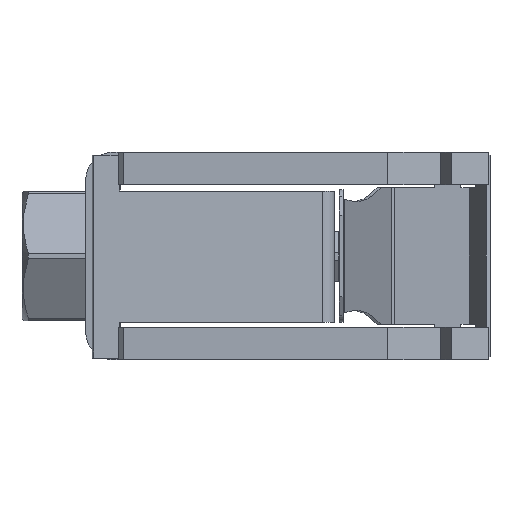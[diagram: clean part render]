
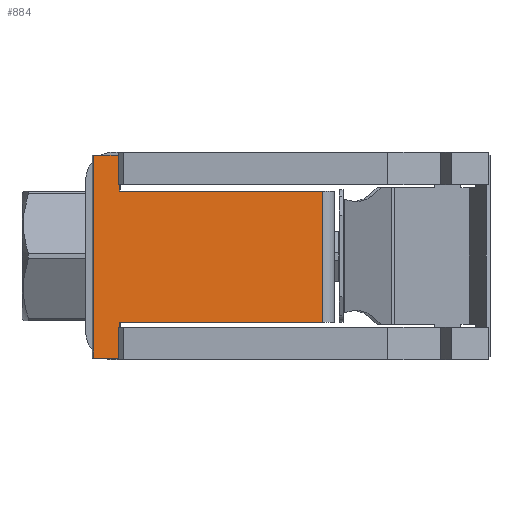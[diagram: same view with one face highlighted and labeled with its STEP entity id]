
A CAD part, left-side view. The second image highlights one B-rep face of the part: STEP entity #884.
In plain terms, the highlighted planar face has unit normal (-0.995, -0.101, 0).
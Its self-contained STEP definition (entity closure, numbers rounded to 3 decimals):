
#279 = EDGE_LOOP ( 'NONE', ( #2557, #2532, #2554, #2526, #2523, #2596, #2587, #2568, #2609, #2572, #2547, #2631 ) ) ;
#781 = EDGE_CURVE ( 'NONE', #3162, #3168, #5389, .T. ) ;
#884 = ADVANCED_FACE ( 'NONE', ( #6862 ), #6834, .F. ) ;
#920 = EDGE_CURVE ( 'NONE', #3162, #3205, #7015, .T. ) ;
#925 = EDGE_CURVE ( 'NONE', #3149, #3168, #7029, .T. ) ;
#977 = EDGE_CURVE ( 'NONE', #3146, #3213, #7191, .T. ) ;
#982 = EDGE_CURVE ( 'NONE', #3161, #3241, #7235, .T. ) ;
#989 = EDGE_CURVE ( 'NONE', #3181, #3149, #7264, .T. ) ;
#1009 = EDGE_CURVE ( 'NONE', #3183, #3205, #7306, .T. ) ;
#1011 = EDGE_CURVE ( 'NONE', #3141, #3146, #7327, .T. ) ;
#1017 = EDGE_CURVE ( 'NONE', #3122, #3183, #7380, .T. ) ;
#2523 = ORIENTED_EDGE ( 'NONE', *, *, #5042, .F. ) ;
#2526 = ORIENTED_EDGE ( 'NONE', *, *, #982, .T. ) ;
#2532 = ORIENTED_EDGE ( 'NONE', *, *, #989, .F. ) ;
#2547 = ORIENTED_EDGE ( 'NONE', *, *, #920, .F. ) ;
#2554 = ORIENTED_EDGE ( 'NONE', *, *, #5046, .T. ) ;
#2557 = ORIENTED_EDGE ( 'NONE', *, *, #925, .F. ) ;
#2568 = ORIENTED_EDGE ( 'NONE', *, *, #5047, .F. ) ;
#2572 = ORIENTED_EDGE ( 'NONE', *, *, #1009, .T. ) ;
#2587 = ORIENTED_EDGE ( 'NONE', *, *, #1011, .F. ) ;
#2596 = ORIENTED_EDGE ( 'NONE', *, *, #977, .F. ) ;
#2609 = ORIENTED_EDGE ( 'NONE', *, *, #1017, .T. ) ;
#2631 = ORIENTED_EDGE ( 'NONE', *, *, #781, .T. ) ;
#3122 = VERTEX_POINT ( 'NONE', #10051 ) ;
#3141 = VERTEX_POINT ( 'NONE', #10057 ) ;
#3146 = VERTEX_POINT ( 'NONE', #10007 ) ;
#3149 = VERTEX_POINT ( 'NONE', #10021 ) ;
#3161 = VERTEX_POINT ( 'NONE', #10119 ) ;
#3162 = VERTEX_POINT ( 'NONE', #10061 ) ;
#3168 = VERTEX_POINT ( 'NONE', #10062 ) ;
#3181 = VERTEX_POINT ( 'NONE', #10066 ) ;
#3183 = VERTEX_POINT ( 'NONE', #10113 ) ;
#3205 = VERTEX_POINT ( 'NONE', #10070 ) ;
#3213 = VERTEX_POINT ( 'NONE', #10104 ) ;
#3241 = VERTEX_POINT ( 'NONE', #10158 ) ;
#5042 = EDGE_CURVE ( 'NONE', #3213, #3241, #11488, .T. ) ;
#5046 = EDGE_CURVE ( 'NONE', #3181, #3161, #11533, .T. ) ;
#5047 = EDGE_CURVE ( 'NONE', #3122, #3141, #11542, .T. ) ;
#5389 = LINE ( 'NONE', #5406, #6138 ) ;
#5391 = DIRECTION ( 'NONE',  ( 0., 0., 1. ) ) ;
#5406 = CARTESIAN_POINT ( 'NONE',  ( -3.86, 27.228, -3.85 ) ) ;
#6138 = VECTOR ( 'NONE', #5391, 1000. ) ;
#6221 = AXIS2_PLACEMENT_3D ( 'NONE', #6835, #6851, #6842 ) ;
#6269 = VECTOR ( 'NONE', #7033, 1000. ) ;
#6278 = VECTOR ( 'NONE', #7022, 1000. ) ;
#6323 = VECTOR ( 'NONE', #7295, 1000. ) ;
#6324 = VECTOR ( 'NONE', #7197, 1000. ) ;
#6328 = VECTOR ( 'NONE', #7371, 1000. ) ;
#6363 = VECTOR ( 'NONE', #7225, 1000. ) ;
#6373 = VECTOR ( 'NONE', #7267, 1000. ) ;
#6375 = VECTOR ( 'NONE', #7328, 1000. ) ;
#6834 = PLANE ( 'NONE',  #6221 ) ;
#6835 = CARTESIAN_POINT ( 'NONE',  ( -3.084, 19.571, 9. ) ) ;
#6842 = DIRECTION ( 'NONE',  ( -0.101, 0.995, 0. ) ) ;
#6851 = DIRECTION ( 'NONE',  ( 0.995, 0.101, 0. ) ) ;
#6862 = FACE_OUTER_BOUND ( 'NONE', #279, .T. ) ;
#7015 = LINE ( 'NONE', #7032, #6278 ) ;
#7021 = CARTESIAN_POINT ( 'NONE',  ( -3.084, 19.571, 9.5 ) ) ;
#7022 = DIRECTION ( 'NONE',  ( 0.101, -0.995, 0. ) ) ;
#7029 = LINE ( 'NONE', #7021, #6269 ) ;
#7032 = CARTESIAN_POINT ( 'NONE',  ( -3.084, 19.571, 9. ) ) ;
#7033 = DIRECTION ( 'NONE',  ( 0.101, -0.995, 0. ) ) ;
#7191 = LINE ( 'NONE', #7223, #6363 ) ;
#7197 = DIRECTION ( 'NONE',  ( 0., 0., -1. ) ) ;
#7217 = CARTESIAN_POINT ( 'NONE',  ( -4.061, 29.218, -3.85 ) ) ;
#7223 = CARTESIAN_POINT ( 'NONE',  ( -3.87, 27.328, 9. ) ) ;
#7225 = DIRECTION ( 'NONE',  ( 0., 0., -1. ) ) ;
#7235 = LINE ( 'NONE', #7217, #6324 ) ;
#7254 = CARTESIAN_POINT ( 'NONE',  ( -3.87, 27.328, 9. ) ) ;
#7264 = LINE ( 'NONE', #7254, #6373 ) ;
#7267 = DIRECTION ( 'NONE',  ( 0., 0., -1. ) ) ;
#7295 = DIRECTION ( 'NONE',  ( 0., 0., 1. ) ) ;
#7306 = LINE ( 'NONE', #7326, #6323 ) ;
#7318 = CARTESIAN_POINT ( 'NONE',  ( -3.084, 19.571, -1.5 ) ) ;
#7326 = CARTESIAN_POINT ( 'NONE',  ( -2.275, 11.589, 9. ) ) ;
#7327 = LINE ( 'NONE', #7318, #6375 ) ;
#7328 = DIRECTION ( 'NONE',  ( -0.101, 0.995, 0. ) ) ;
#7338 = CARTESIAN_POINT ( 'NONE',  ( -3.084, 19.571, -1.1 ) ) ;
#7371 = DIRECTION ( 'NONE',  ( 0.101, -0.995, 0. ) ) ;
#7380 = LINE ( 'NONE', #7338, #6328 ) ;
#9106 = VECTOR ( 'NONE', #11573, 1000. ) ;
#9159 = VECTOR ( 'NONE', #11534, 1000. ) ;
#9163 = VECTOR ( 'NONE', #11548, 1000. ) ;
#10007 = CARTESIAN_POINT ( 'NONE',  ( -3.87, 27.328, -1.5 ) ) ;
#10021 = CARTESIAN_POINT ( 'NONE',  ( -3.87, 27.328, 9.5 ) ) ;
#10051 = CARTESIAN_POINT ( 'NONE',  ( -3.86, 27.228, -1.1 ) ) ;
#10057 = CARTESIAN_POINT ( 'NONE',  ( -3.86, 27.228, -1.5 ) ) ;
#10061 = CARTESIAN_POINT ( 'NONE',  ( -3.86, 27.228, 9. ) ) ;
#10062 = CARTESIAN_POINT ( 'NONE',  ( -3.86, 27.228, 9.5 ) ) ;
#10066 = CARTESIAN_POINT ( 'NONE',  ( -3.87, 27.328, 11.75 ) ) ;
#10070 = CARTESIAN_POINT ( 'NONE',  ( -2.275, 11.589, 9. ) ) ;
#10104 = CARTESIAN_POINT ( 'NONE',  ( -3.87, 27.328, -3.85 ) ) ;
#10113 = CARTESIAN_POINT ( 'NONE',  ( -2.275, 11.589, -1.1 ) ) ;
#10119 = CARTESIAN_POINT ( 'NONE',  ( -4.061, 29.218, 11.75 ) ) ;
#10158 = CARTESIAN_POINT ( 'NONE',  ( -4.061, 29.218, -3.85 ) ) ;
#11488 = LINE ( 'NONE', #11530, #9106 ) ;
#11530 = CARTESIAN_POINT ( 'NONE',  ( -3.084, 19.571, -3.85 ) ) ;
#11533 = LINE ( 'NONE', #11538, #9159 ) ;
#11534 = DIRECTION ( 'NONE',  ( -0.101, 0.995, 0. ) ) ;
#11538 = CARTESIAN_POINT ( 'NONE',  ( -4.061, 29.218, 11.75 ) ) ;
#11542 = LINE ( 'NONE', #11544, #9163 ) ;
#11544 = CARTESIAN_POINT ( 'NONE',  ( -3.86, 27.228, 9. ) ) ;
#11548 = DIRECTION ( 'NONE',  ( 0., 0., -1. ) ) ;
#11573 = DIRECTION ( 'NONE',  ( -0.101, 0.995, 0. ) ) ;
